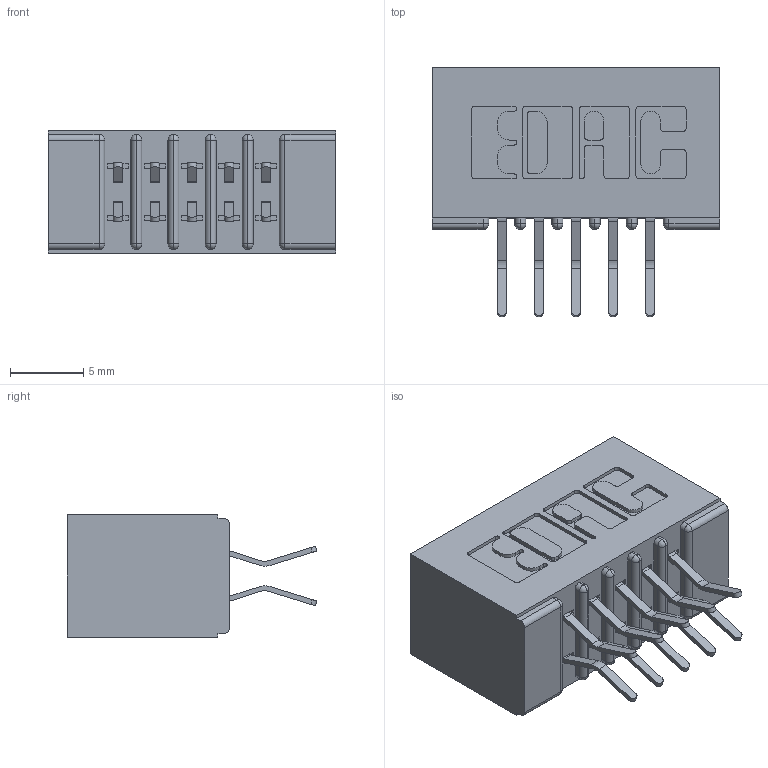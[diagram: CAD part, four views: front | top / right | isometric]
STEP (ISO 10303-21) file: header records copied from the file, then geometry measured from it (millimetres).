
FILE_DESCRIPTION (( 'STEP AP203' ), '1' );
FILE_NAME ('391-010-556-201.STEP', '2018-08-08T16:08:00', ( '' ), ( '' ), 'SwSTEP 2.0', 'SolidWorks 2016', '' );
FILE_SCHEMA (( 'CONFIG_CONTROL_DESIGN' ));
Length unit declared in the file: inch
Products named in the file (3): 341 Part_No Mounting Lugs; 341-292-001_341-292-156; 391-010-556-201
Assembly tree (11 placements, depth 2):
  391-010-556-201
    341 Part_No Mounting Lugs
    341-292-001_341-292-156  x10
Bounding box: 19.68 x 17.07 x 8.38 mm (x, y, z)
Volume: 1299.1 mm3; surface area: 2358.2 mm2
Topology: 11 solids, 11 shells, 808 faces, 2327 edges, 1510 vertices
Faces by surface type: plane 464, cylinder 324, sphere 12, torus 8
Entity records: 10842 total; most frequent: CARTESIAN_POINT 1803, ORIENTED_EDGE 1786, DIRECTION 1779, EDGE_CURVE 893, VECTOR 679, LINE 679, VERTEX_POINT 574, AXIS2_PLACEMENT_3D 550
